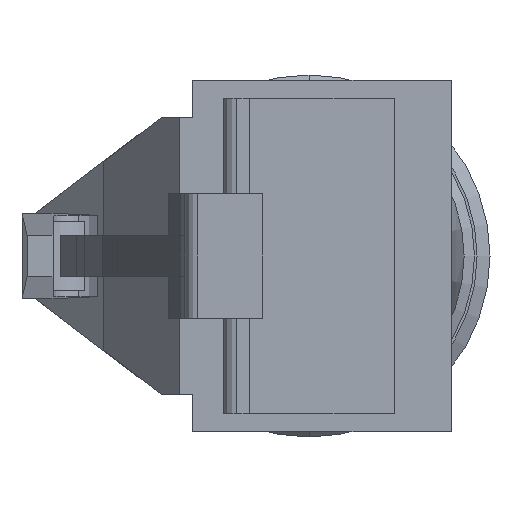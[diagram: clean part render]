
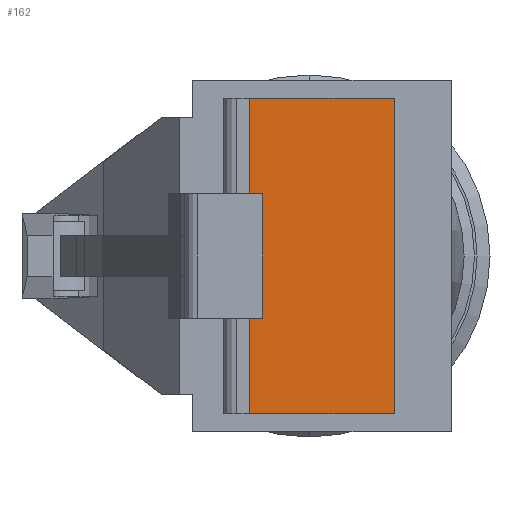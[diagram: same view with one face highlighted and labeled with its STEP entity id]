
A CAD part, left-side view. The second image highlights one B-rep face of the part: STEP entity #162.
In plain terms, the highlighted planar face has unit normal (-1, 0, 0).
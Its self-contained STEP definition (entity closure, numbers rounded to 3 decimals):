
#12 = LINE ( 'NONE', #1845, #655 ) ;
#19 = CARTESIAN_POINT ( 'NONE',  ( -43.65, -3.3, 6.1 ) ) ;
#39 = EDGE_CURVE ( 'NONE', #3553, #3379, #3470, .T. ) ;
#162 = ADVANCED_FACE ( 'NONE', ( #1403 ), #276, .F. ) ;
#180 = EDGE_CURVE ( 'NONE', #985, #420, #2695, .T. ) ;
#216 = VECTOR ( 'NONE', #2916, 1000. ) ;
#276 = PLANE ( 'NONE',  #1073 ) ;
#420 = VERTEX_POINT ( 'NONE', #2625 ) ;
#470 = ORIENTED_EDGE ( 'NONE', *, *, #571, .T. ) ;
#471 = CARTESIAN_POINT ( 'NONE',  ( -43.65, 2.3, 2.4 ) ) ;
#562 = VERTEX_POINT ( 'NONE', #1185 ) ;
#571 = EDGE_CURVE ( 'NONE', #2967, #3379, #2614, .T. ) ;
#621 = CARTESIAN_POINT ( 'NONE',  ( -43.65, 2.3, 6.1 ) ) ;
#654 = VECTOR ( 'NONE', #966, 1000. ) ;
#655 = VECTOR ( 'NONE', #2137, 1000. ) ;
#680 = ORIENTED_EDGE ( 'NONE', *, *, #2702, .T. ) ;
#683 = CARTESIAN_POINT ( 'NONE',  ( -43.65, -3.3, 6.1 ) ) ;
#733 = VECTOR ( 'NONE', #2886, 1000. ) ;
#966 = DIRECTION ( 'NONE',  ( 0., 0., -1. ) ) ;
#985 = VERTEX_POINT ( 'NONE', #3320 ) ;
#996 = ORIENTED_EDGE ( 'NONE', *, *, #3180, .T. ) ;
#1073 = AXIS2_PLACEMENT_3D ( 'NONE', #19, #1396, #1581 ) ;
#1185 = CARTESIAN_POINT ( 'NONE',  ( -43.65, -3.3, 6.1 ) ) ;
#1341 = LINE ( 'NONE', #2126, #3450 ) ;
#1390 = LINE ( 'NONE', #2341, #654 ) ;
#1396 = DIRECTION ( 'NONE',  ( 1., 0., 0. ) ) ;
#1403 = FACE_OUTER_BOUND ( 'NONE', #2088, .T. ) ;
#1471 = LINE ( 'NONE', #683, #733 ) ;
#1493 = ORIENTED_EDGE ( 'NONE', *, *, #2754, .T. ) ;
#1581 = DIRECTION ( 'NONE',  ( 0., 1., 0. ) ) ;
#1662 = DIRECTION ( 'NONE',  ( 0., -1., 0. ) ) ;
#1686 = CARTESIAN_POINT ( 'NONE',  ( -43.65, 2.3, 2.4 ) ) ;
#1845 = CARTESIAN_POINT ( 'NONE',  ( -43.65, -3.3, 6.1 ) ) ;
#2015 = VECTOR ( 'NONE', #3051, 1000. ) ;
#2088 = EDGE_LOOP ( 'NONE', ( #470, #3287, #996, #1493, #680, #2876, #3433, #2709 ) ) ;
#2126 = CARTESIAN_POINT ( 'NONE',  ( -43.65, 2.3, -2.4 ) ) ;
#2137 = DIRECTION ( 'NONE',  ( 0., -1., 0. ) ) ;
#2140 = CARTESIAN_POINT ( 'NONE',  ( -43.65, -3.3, -6.1 ) ) ;
#2341 = CARTESIAN_POINT ( 'NONE',  ( -43.65, 1.8, 2.4 ) ) ;
#2409 = CARTESIAN_POINT ( 'NONE',  ( -43.65, 2.3, -2.4 ) ) ;
#2533 = EDGE_CURVE ( 'NONE', #2967, #562, #12, .T. ) ;
#2614 = LINE ( 'NONE', #3513, #3499 ) ;
#2625 = CARTESIAN_POINT ( 'NONE',  ( -43.65, -3.3, -6.1 ) ) ;
#2650 = CARTESIAN_POINT ( 'NONE',  ( -43.65, 2.3, 6.1 ) ) ;
#2679 = DIRECTION ( 'NONE',  ( 0., 1., 0. ) ) ;
#2685 = LINE ( 'NONE', #2650, #216 ) ;
#2695 = LINE ( 'NONE', #2140, #3421 ) ;
#2702 = EDGE_CURVE ( 'NONE', #3367, #985, #2685, .T. ) ;
#2709 = ORIENTED_EDGE ( 'NONE', *, *, #2533, .F. ) ;
#2754 = EDGE_CURVE ( 'NONE', #3236, #3367, #1341, .T. ) ;
#2876 = ORIENTED_EDGE ( 'NONE', *, *, #180, .T. ) ;
#2886 = DIRECTION ( 'NONE',  ( 0., 0., -1. ) ) ;
#2916 = DIRECTION ( 'NONE',  ( 0., 0., -1. ) ) ;
#2967 = VERTEX_POINT ( 'NONE', #621 ) ;
#2988 = CARTESIAN_POINT ( 'NONE',  ( -43.65, 1.8, 2.4 ) ) ;
#3051 = DIRECTION ( 'NONE',  ( 0., 1., 0. ) ) ;
#3139 = EDGE_CURVE ( 'NONE', #562, #420, #1471, .T. ) ;
#3180 = EDGE_CURVE ( 'NONE', #3553, #3236, #1390, .T. ) ;
#3187 = CARTESIAN_POINT ( 'NONE',  ( -43.65, 1.8, -2.4 ) ) ;
#3236 = VERTEX_POINT ( 'NONE', #3187 ) ;
#3259 = DIRECTION ( 'NONE',  ( 0., 0., -1. ) ) ;
#3287 = ORIENTED_EDGE ( 'NONE', *, *, #39, .F. ) ;
#3320 = CARTESIAN_POINT ( 'NONE',  ( -43.65, 2.3, -6.1 ) ) ;
#3367 = VERTEX_POINT ( 'NONE', #2409 ) ;
#3379 = VERTEX_POINT ( 'NONE', #471 ) ;
#3421 = VECTOR ( 'NONE', #1662, 1000. ) ;
#3433 = ORIENTED_EDGE ( 'NONE', *, *, #3139, .F. ) ;
#3450 = VECTOR ( 'NONE', #2679, 1000. ) ;
#3470 = LINE ( 'NONE', #1686, #2015 ) ;
#3499 = VECTOR ( 'NONE', #3259, 1000. ) ;
#3513 = CARTESIAN_POINT ( 'NONE',  ( -43.65, 2.3, 6.1 ) ) ;
#3553 = VERTEX_POINT ( 'NONE', #2988 ) ;
